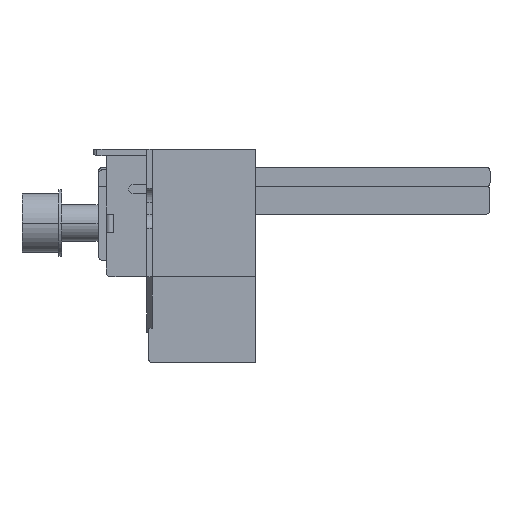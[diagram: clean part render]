
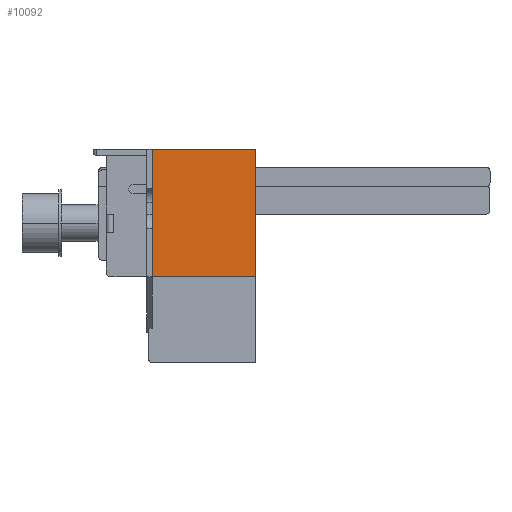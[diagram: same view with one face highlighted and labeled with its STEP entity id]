
A CAD part, left-side view. The second image highlights one B-rep face of the part: STEP entity #10092.
In plain terms, the highlighted planar face has unit normal (-1, 0, 0).
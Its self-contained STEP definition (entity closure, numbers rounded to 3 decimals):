
#10056=AXIS2_PLACEMENT_3D('Plane Axis2P3D',#10053,#10054,#10055) ;
#10053=CARTESIAN_POINT('Axis2P3D Location',(-95.,-0.5,273.5)) ;
#10058=CARTESIAN_POINT('Line Origine',(-95.,-14.5,273.5)) ;
#10062=CARTESIAN_POINT('Vertex',(-95.,-0.5,273.5)) ;
#10064=CARTESIAN_POINT('Vertex',(-95.,-28.5,273.5)) ;
#10067=CARTESIAN_POINT('Line Origine',(-95.,-0.5,256.25)) ;
#10071=CARTESIAN_POINT('Vertex',(-95.,-0.5,239.)) ;
#10074=CARTESIAN_POINT('Line Origine',(-95.,-14.5,239.)) ;
#10078=CARTESIAN_POINT('Vertex',(-95.,-28.5,239.)) ;
#10081=CARTESIAN_POINT('Line Origine',(-95.,-28.5,256.25)) ;
#10054=DIRECTION('Axis2P3D Direction',(-1.,0.,0.)) ;
#10055=DIRECTION('Axis2P3D XDirection',(0.,0.,-1.)) ;
#10059=DIRECTION('Vector Direction',(0.,-1.,0.)) ;
#10068=DIRECTION('Vector Direction',(0.,0.,-1.)) ;
#10075=DIRECTION('Vector Direction',(0.,-1.,0.)) ;
#10082=DIRECTION('Vector Direction',(0.,0.,-1.)) ;
#10060=VECTOR('Line Direction',#10059,1.) ;
#10069=VECTOR('Line Direction',#10068,1.) ;
#10076=VECTOR('Line Direction',#10075,1.) ;
#10083=VECTOR('Line Direction',#10082,1.) ;
#10087=ORIENTED_EDGE('',*,*,#10066,.F.) ;
#10088=ORIENTED_EDGE('',*,*,#10073,.T.) ;
#10089=ORIENTED_EDGE('',*,*,#10080,.T.) ;
#10090=ORIENTED_EDGE('',*,*,#10085,.F.) ;
#10092=ADVANCED_FACE('RA4756001_1PA_001_05_TASSELLO_ATTACCHI_POSTERIORI_ORIENTABILI.4\\PartBody',(#10091),#10057,.T.) ;
#10066=EDGE_CURVE('',#10063,#10065,#10061,.T.) ;
#10073=EDGE_CURVE('',#10063,#10072,#10070,.T.) ;
#10080=EDGE_CURVE('',#10072,#10079,#10077,.T.) ;
#10085=EDGE_CURVE('',#10065,#10079,#10084,.T.) ;
#10086=EDGE_LOOP('',(#10087,#10088,#10089,#10090)) ;
#10091=FACE_OUTER_BOUND('',#10086,.T.) ;
#10061=LINE('Line',#10058,#10060) ;
#10070=LINE('Line',#10067,#10069) ;
#10077=LINE('Line',#10074,#10076) ;
#10084=LINE('Line',#10081,#10083) ;
#10057=PLANE('',#10056) ;
#10063=VERTEX_POINT('',#10062) ;
#10065=VERTEX_POINT('',#10064) ;
#10072=VERTEX_POINT('',#10071) ;
#10079=VERTEX_POINT('',#10078) ;
